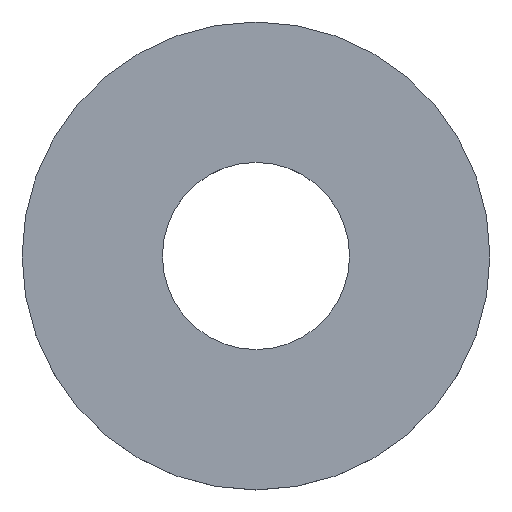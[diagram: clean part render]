
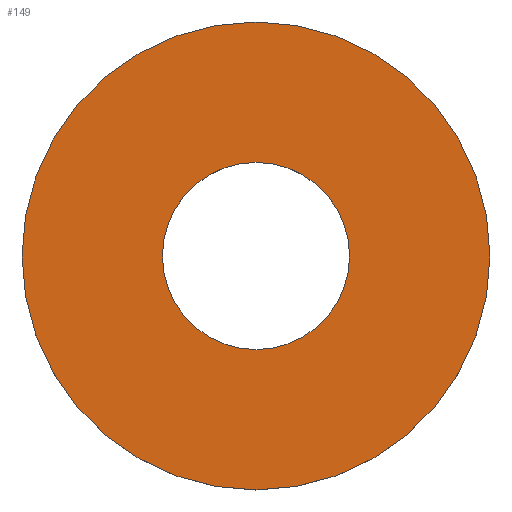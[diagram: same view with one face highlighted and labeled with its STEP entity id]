
A CAD part, top view. The second image highlights one B-rep face of the part: STEP entity #149.
In plain terms, the highlighted planar face has unit normal (0, 0, 1).
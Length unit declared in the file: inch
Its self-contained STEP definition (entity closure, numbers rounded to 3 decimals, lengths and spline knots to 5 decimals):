
#5 = CARTESIAN_POINT ( 'NONE',  ( 0.15625, 0., 0. ) ) ;
#23 = CIRCLE ( 'NONE', #198, 0.0625 ) ;
#30 = EDGE_CURVE ( 'NONE', #72, #106, #35, .T. ) ;
#34 = FACE_OUTER_BOUND ( 'NONE', #145, .T. ) ;
#35 = CIRCLE ( 'NONE', #209, 0.15625 ) ;
#48 = DIRECTION ( 'NONE',  ( 0., 0., 1. ) ) ;
#70 = DIRECTION ( 'NONE',  ( 0., 0., 1. ) ) ;
#72 = VERTEX_POINT ( 'NONE', #73 ) ;
#73 = CARTESIAN_POINT ( 'NONE',  ( -0.15625, 0., 0. ) ) ;
#86 = ORIENTED_EDGE ( 'NONE', *, *, #87, .F. ) ;
#87 = EDGE_CURVE ( 'NONE', #227, #95, #23, .T. ) ;
#89 = CARTESIAN_POINT ( 'NONE',  ( 0.0625, 0., 0. ) ) ;
#94 = DIRECTION ( 'NONE',  ( 1., 0., 0. ) ) ;
#95 = VERTEX_POINT ( 'NONE', #207 ) ;
#97 = DIRECTION ( 'NONE',  ( 0., 0., 1. ) ) ;
#105 = CARTESIAN_POINT ( 'NONE',  ( 0., 0., 0. ) ) ;
#106 = VERTEX_POINT ( 'NONE', #5 ) ;
#108 = DIRECTION ( 'NONE',  ( 1., 0., 0. ) ) ;
#119 = EDGE_LOOP ( 'NONE', ( #86, #142 ) ) ;
#134 = CARTESIAN_POINT ( 'NONE',  ( 0., 0., 0. ) ) ;
#142 = ORIENTED_EDGE ( 'NONE', *, *, #220, .F. ) ;
#145 = EDGE_LOOP ( 'NONE', ( #179, #223 ) ) ;
#149 = ADVANCED_FACE ( 'NONE', ( #241, #34 ), #225, .T. ) ;
#159 = AXIS2_PLACEMENT_3D ( 'NONE', #194, #177, #176 ) ;
#176 = DIRECTION ( 'NONE',  ( 1., 0., 0. ) ) ;
#177 = DIRECTION ( 'NONE',  ( 0., 0., 1. ) ) ;
#179 = ORIENTED_EDGE ( 'NONE', *, *, #239, .T. ) ;
#180 = AXIS2_PLACEMENT_3D ( 'NONE', #224, #201, #200 ) ;
#185 = AXIS2_PLACEMENT_3D ( 'NONE', #105, #97, #94 ) ;
#194 = CARTESIAN_POINT ( 'NONE',  ( 0., 0., 0. ) ) ;
#198 = AXIS2_PLACEMENT_3D ( 'NONE', #244, #48, #242 ) ;
#199 = CIRCLE ( 'NONE', #159, 0.15625 ) ;
#200 = DIRECTION ( 'NONE',  ( 1., 0., 0. ) ) ;
#201 = DIRECTION ( 'NONE',  ( 0., 0., 1. ) ) ;
#207 = CARTESIAN_POINT ( 'NONE',  ( -0.0625, 0., 0. ) ) ;
#209 = AXIS2_PLACEMENT_3D ( 'NONE', #134, #70, #108 ) ;
#214 = CIRCLE ( 'NONE', #185, 0.0625 ) ;
#220 = EDGE_CURVE ( 'NONE', #95, #227, #214, .T. ) ;
#223 = ORIENTED_EDGE ( 'NONE', *, *, #30, .T. ) ;
#224 = CARTESIAN_POINT ( 'NONE',  ( 0., 0., 0. ) ) ;
#225 = PLANE ( 'NONE',  #180 ) ;
#227 = VERTEX_POINT ( 'NONE', #89 ) ;
#239 = EDGE_CURVE ( 'NONE', #106, #72, #199, .T. ) ;
#241 = FACE_BOUND ( 'NONE', #119, .T. ) ;
#242 = DIRECTION ( 'NONE',  ( 1., 0., 0. ) ) ;
#244 = CARTESIAN_POINT ( 'NONE',  ( 0., 0., 0. ) ) ;
